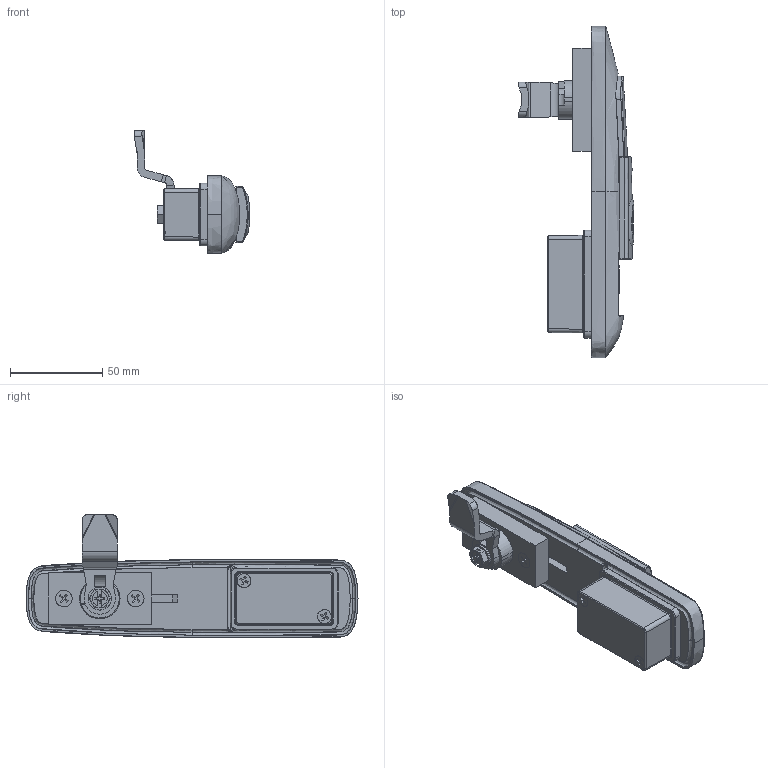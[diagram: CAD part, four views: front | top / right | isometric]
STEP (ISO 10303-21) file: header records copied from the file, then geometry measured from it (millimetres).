
FILE_DESCRIPTION(('STEP AP203'),'1');
FILE_NAME('406.12.20.03.49.step','2020-05-21T07:22:03',(' '),(' '),'Spatial InterOp 3D',' ',' ');
FILE_SCHEMA(('CONFIG_CONTROL_DESIGN'));
Length unit declared in the file: millimetre
Products named in the file (1049): 1; 2; 3; 4; 5; 6; 7; 8; 9; 10; 11; 12; 13; 14; 15; 16; 17; 18; 19; 20; 21; 22; 23; 24; 25; 26; 27; 28; 29; 30; 31; 32; 33; 34; 35; 36; 37; 38; 39; 40 ...
Bounding box: 62.85 x 180.09 x 66.55 mm (x, y, z)
Volume: 33151.3 mm3; surface area: 84408.2 mm2
Topology: 20 solids, 1049 shells, 2040 faces, 7968 edges, 6986 vertices
Faces by surface type: plane 893, cylinder 453, bspline 411, cone 193, torus 65, sphere 25
Full cylindrical faces by diameter (mm): 4 x2, 4.2 x4, 5 x22, 6 x2, 6.3 x1, 7.4 x4, 7.7 x2, 8 x1, 9 x4, 11.5 x1, 11.9 x2, 12 x1, 12.5 x2, 15.1 x1, 15.7 x1, 22 x1
Entity records: 183794 total; most frequent: CARTESIAN_POINT 76120, DIRECTION 12671, ORIENTED_EDGE 10780, EDGE_CURVE 7826, VERTEX_POINT 6964, CC_DESIGN_PERSON_AND_ORGANIZATION_ASSIGNMENT 5245, AXIS2_PLACEMENT_3D 4599, PERSON_AND_ORGANIZATION_ROLE 4196
